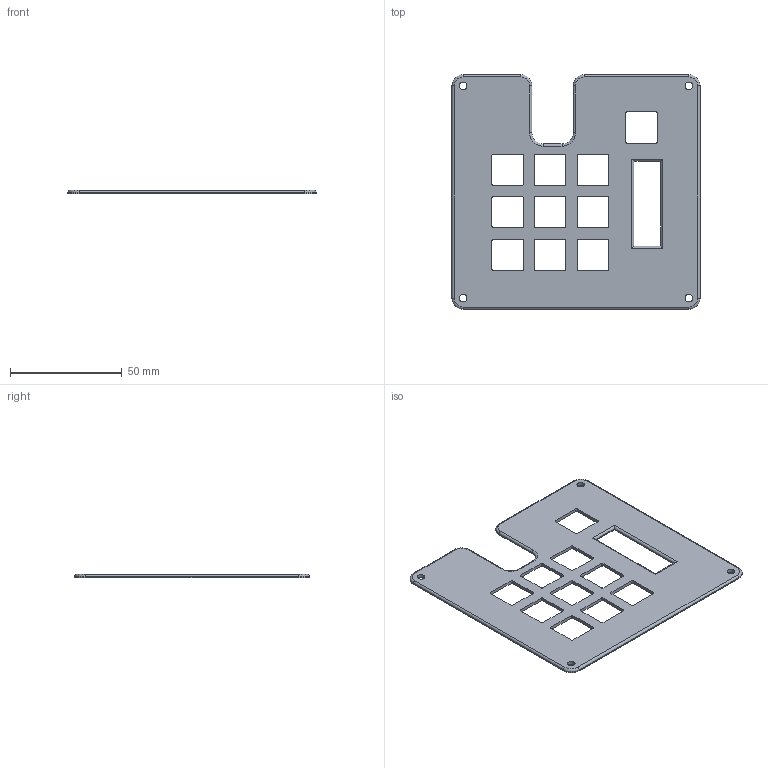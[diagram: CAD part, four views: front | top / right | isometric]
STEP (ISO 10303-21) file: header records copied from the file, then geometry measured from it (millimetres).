
FILE_DESCRIPTION(/* description */ (''),/* implementation_level */ '2;1');
FILE_NAME(/* name */ 'top.step',/* time_stamp */ '2025-06-27T21:06:49+01:00',/* author */ (''),/* organization */ (''),/* preprocessor_version */ 'ST-DEVELOPER v20.1',/* originating_system */ 'Autodesk Translation Framework v14.10.0.0',/* authorisation */ '');
FILE_SCHEMA (('AUTOMOTIVE_DESIGN { 1 0 10303 214 3 1 1 }'));
Length unit declared in the file: millimetre
Products named in the file (1): 2025-06-25-00-16-43-195
Bounding box: 111 x 105 x 1.5 mm (x, y, z)
Volume: 12790.9 mm3; surface area: 18728.7 mm2
Topology: 1 solids, 1 shells, 126 faces, 352 edges, 228 vertices
Faces by surface type: cylinder 64, plane 54, torus 8
Full cylindrical faces by diameter (mm): 3.4 x4
Entity records: 4168 total; most frequent: DIRECTION 738, CARTESIAN_POINT 707, ORIENTED_EDGE 704, EDGE_CURVE 352, AXIS2_PLACEMENT_3D 259, VERTEX_POINT 228, LINE 220, VECTOR 220
